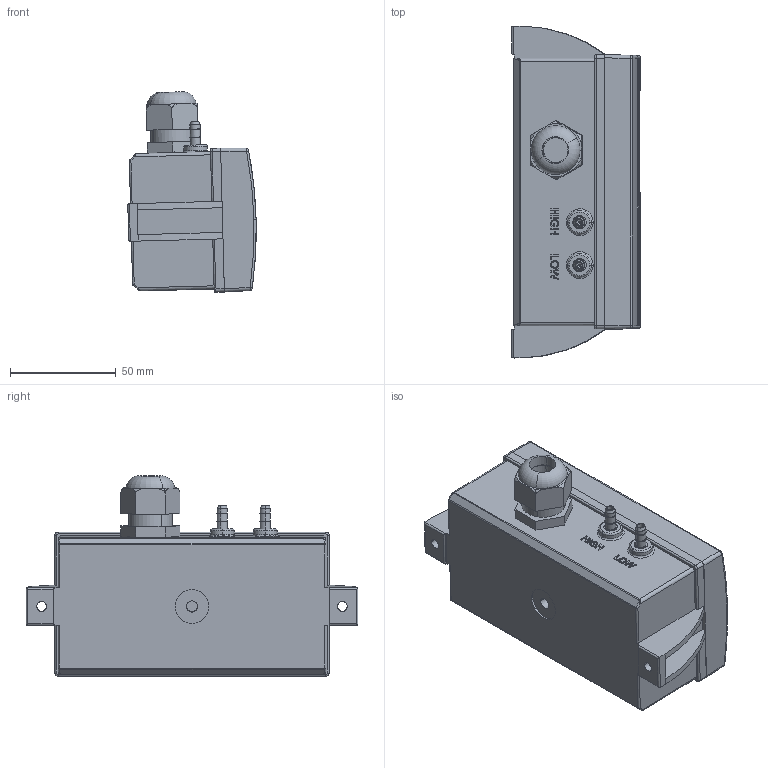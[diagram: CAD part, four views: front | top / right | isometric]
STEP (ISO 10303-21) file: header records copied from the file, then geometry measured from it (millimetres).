
FILE_DESCRIPTION (( 'STEP AP203' ), '1' );
FILE_NAME ('SO2671G1XD_1.STEP', '2018-08-17T14:53:59', ( '' ), ( '' ), 'SwSTEP 2.0', 'SolidWorks 2017', '' );
FILE_SCHEMA (( 'CONFIG_CONTROL_DESIGN' ));
Length unit declared in the file: inch
Products named in the file (1): SO2671G1XD_1
Bounding box: 60.71 x 156.97 x 94.8 mm (x, y, z)
Volume: 430998.4 mm3; surface area: 68061.6 mm2
Topology: 5 solids, 5 shells, 629 faces, 1500 edges, 945 vertices
Faces by surface type: plane 290, cylinder 194, torus 61, cone 46, bspline 34, sphere 4
Entity records: 20451 total; most frequent: CARTESIAN_POINT 5750, DIRECTION 3084, ORIENTED_EDGE 2996, EDGE_CURVE 1498, AXIS2_PLACEMENT_3D 1123, VERTEX_POINT 945, LINE 838, VECTOR 838
